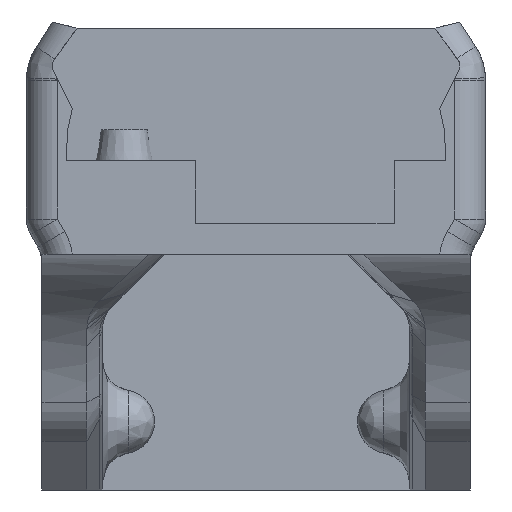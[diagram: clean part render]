
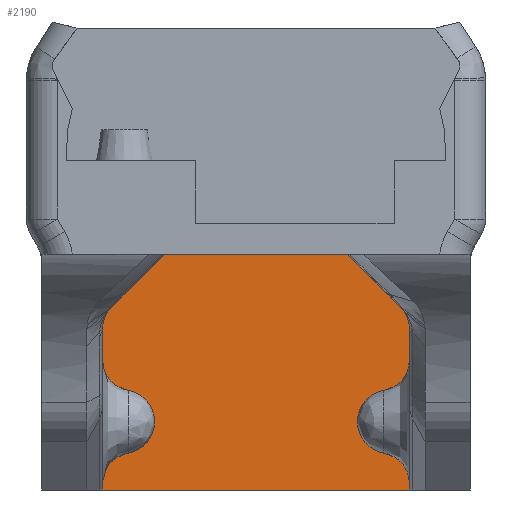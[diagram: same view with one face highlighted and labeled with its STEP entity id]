
A CAD part, left-side view. The second image highlights one B-rep face of the part: STEP entity #2190.
In plain terms, the highlighted planar face has unit normal (-1, 0, 0).
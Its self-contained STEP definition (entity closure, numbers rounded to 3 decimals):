
#95=PLANE('',#2413);
#234=LINE('',#3345,#385);
#314=LINE('',#4443,#465);
#315=LINE('',#4444,#466);
#316=LINE('',#4449,#467);
#317=LINE('',#4451,#468);
#318=LINE('',#4453,#469);
#319=LINE('',#4457,#470);
#320=LINE('',#4464,#471);
#385=VECTOR('',#2660,10.);
#465=VECTOR('',#2958,1000.);
#466=VECTOR('',#2959,1000.);
#467=VECTOR('',#2964,10.);
#468=VECTOR('',#2965,1000.);
#469=VECTOR('',#2966,10.);
#470=VECTOR('',#2969,1000.);
#471=VECTOR('',#2976,1000.);
#634=FACE_OUTER_BOUND('',#775,.T.);
#775=EDGE_LOOP('',(#1952,#1953,#1954,#1955,#1956,#1957,#1958,#1959,#1960,
#1961,#1962,#1963,#1964,#1965,#1966,#1967));
#881=CIRCLE('',#2407,1.);
#884=CIRCLE('',#2411,1.);
#885=CIRCLE('',#2414,1.);
#886=CIRCLE('',#2415,1.);
#887=CIRCLE('',#2416,1.);
#888=CIRCLE('',#2417,1.028);
#889=CIRCLE('',#2418,1.);
#890=CIRCLE('',#2419,1.028);
#971=VERTEX_POINT('',#3342);
#972=VERTEX_POINT('',#3344);
#1071=VERTEX_POINT('',#4248);
#1072=VERTEX_POINT('',#4249);
#1077=VERTEX_POINT('',#4435);
#1078=VERTEX_POINT('',#4436);
#1079=VERTEX_POINT('',#4441);
#1080=VERTEX_POINT('',#4446);
#1081=VERTEX_POINT('',#4448);
#1082=VERTEX_POINT('',#4450);
#1083=VERTEX_POINT('',#4452);
#1084=VERTEX_POINT('',#4454);
#1085=VERTEX_POINT('',#4456);
#1086=VERTEX_POINT('',#4458);
#1087=VERTEX_POINT('',#4460);
#1088=VERTEX_POINT('',#4462);
#1207=EDGE_CURVE('',#971,#972,#234,.T.);
#1376=EDGE_CURVE('',#1071,#1072,#881,.T.);
#1383=EDGE_CURVE('',#1077,#1078,#884,.T.);
#1387=EDGE_CURVE('',#1072,#1079,#314,.T.);
#1388=EDGE_CURVE('',#971,#1077,#315,.T.);
#1389=EDGE_CURVE('',#1079,#1080,#885,.T.);
#1390=EDGE_CURVE('',#1080,#1081,#316,.T.);
#1391=EDGE_CURVE('',#1081,#1082,#317,.T.);
#1392=EDGE_CURVE('',#1082,#1083,#318,.T.);
#1393=EDGE_CURVE('',#1083,#1084,#886,.T.);
#1394=EDGE_CURVE('',#1085,#1084,#319,.T.);
#1395=EDGE_CURVE('',#1085,#1086,#887,.T.);
#1396=EDGE_CURVE('',#1087,#1086,#888,.T.);
#1397=EDGE_CURVE('',#1087,#1088,#889,.T.);
#1398=EDGE_CURVE('',#972,#1088,#320,.T.);
#1399=EDGE_CURVE('',#1078,#1071,#890,.T.);
#1952=ORIENTED_EDGE('',*,*,#1376,.T.);
#1953=ORIENTED_EDGE('',*,*,#1387,.T.);
#1954=ORIENTED_EDGE('',*,*,#1389,.T.);
#1955=ORIENTED_EDGE('',*,*,#1390,.T.);
#1956=ORIENTED_EDGE('',*,*,#1391,.T.);
#1957=ORIENTED_EDGE('',*,*,#1392,.T.);
#1958=ORIENTED_EDGE('',*,*,#1393,.T.);
#1959=ORIENTED_EDGE('',*,*,#1394,.F.);
#1960=ORIENTED_EDGE('',*,*,#1395,.T.);
#1961=ORIENTED_EDGE('',*,*,#1396,.F.);
#1962=ORIENTED_EDGE('',*,*,#1397,.T.);
#1963=ORIENTED_EDGE('',*,*,#1398,.F.);
#1964=ORIENTED_EDGE('',*,*,#1207,.F.);
#1965=ORIENTED_EDGE('',*,*,#1388,.T.);
#1966=ORIENTED_EDGE('',*,*,#1383,.T.);
#1967=ORIENTED_EDGE('',*,*,#1399,.T.);
#2190=ADVANCED_FACE('',(#634),#95,.F.);
#2407=AXIS2_PLACEMENT_3D('',#4250,#2941,#2942);
#2411=AXIS2_PLACEMENT_3D('',#4437,#2951,#2952);
#2413=AXIS2_PLACEMENT_3D('',#4445,#2960,#2961);
#2414=AXIS2_PLACEMENT_3D('',#4447,#2962,#2963);
#2415=AXIS2_PLACEMENT_3D('',#4455,#2967,#2968);
#2416=AXIS2_PLACEMENT_3D('',#4459,#2970,#2971);
#2417=AXIS2_PLACEMENT_3D('',#4461,#2972,#2973);
#2418=AXIS2_PLACEMENT_3D('',#4463,#2974,#2975);
#2419=AXIS2_PLACEMENT_3D('',#4465,#2977,#2978);
#2660=DIRECTION('',(0.,1.,0.));
#2941=DIRECTION('center_axis',(-1.,0.,0.));
#2942=DIRECTION('ref_axis',(0.,1.,0.));
#2951=DIRECTION('center_axis',(-1.,0.,0.));
#2952=DIRECTION('ref_axis',(0.,1.,0.));
#2958=DIRECTION('',(0.,0.,1.));
#2959=DIRECTION('',(0.,0.,1.));
#2960=DIRECTION('center_axis',(1.,0.,0.));
#2961=DIRECTION('ref_axis',(0.,0.,-1.));
#2962=DIRECTION('center_axis',(-1.,0.,0.));
#2963=DIRECTION('ref_axis',(0.,-0.924,0.383));
#2964=DIRECTION('',(0.,0.707,0.707));
#2965=DIRECTION('',(0.,1.,0.));
#2966=DIRECTION('',(0.,0.707,-0.707));
#2967=DIRECTION('center_axis',(-1.,0.,0.));
#2968=DIRECTION('ref_axis',(0.,0.924,0.383));
#2969=DIRECTION('',(0.,0.,1.));
#2970=DIRECTION('center_axis',(-1.,0.,0.));
#2971=DIRECTION('ref_axis',(0.,-1.,0.));
#2972=DIRECTION('center_axis',(-1.,0.,0.));
#2973=DIRECTION('ref_axis',(0.,0.,-1.));
#2974=DIRECTION('center_axis',(-1.,0.,0.));
#2975=DIRECTION('ref_axis',(0.,-1.,0.));
#2976=DIRECTION('',(0.,0.,1.));
#2977=DIRECTION('center_axis',(1.,0.,0.));
#2978=DIRECTION('ref_axis',(0.,0.,-1.));
#3342=CARTESIAN_POINT('',(114.,-4.95,-3.731));
#3344=CARTESIAN_POINT('',(114.,4.95,-3.731));
#3345=CARTESIAN_POINT('',(114.,0.,-3.731));
#4248=CARTESIAN_POINT('',(114.,-4.122,-0.518));
#4249=CARTESIAN_POINT('',(114.,-4.95,0.467));
#4250=CARTESIAN_POINT('Origin',(114.,-3.95,0.467));
#4435=CARTESIAN_POINT('',(114.,-4.95,-3.529));
#4436=CARTESIAN_POINT('',(114.,-4.122,-2.544));
#4437=CARTESIAN_POINT('Origin',(114.,-3.95,-3.529));
#4441=CARTESIAN_POINT('',(114.,-4.95,1.455));
#4443=CARTESIAN_POINT('',(114.,-4.95,0.));
#4444=CARTESIAN_POINT('',(114.,-4.95,0.));
#4445=CARTESIAN_POINT('Origin',(114.,0.,0.));
#4446=CARTESIAN_POINT('',(114.,-4.657,2.162));
#4447=CARTESIAN_POINT('Origin',(114.,-3.95,1.455));
#4448=CARTESIAN_POINT('',(114.,-2.95,3.869));
#4449=CARTESIAN_POINT('',(114.,-3.68,3.139));
#4450=CARTESIAN_POINT('',(114.,2.95,3.869));
#4451=CARTESIAN_POINT('',(114.,0.,3.869));
#4452=CARTESIAN_POINT('',(114.,4.657,2.162));
#4453=CARTESIAN_POINT('',(114.,3.68,3.139));
#4454=CARTESIAN_POINT('',(114.,4.95,1.455));
#4455=CARTESIAN_POINT('Origin',(114.,3.95,1.455));
#4456=CARTESIAN_POINT('',(114.,4.95,0.467));
#4457=CARTESIAN_POINT('',(114.,4.95,0.));
#4458=CARTESIAN_POINT('',(114.,4.122,-0.518));
#4459=CARTESIAN_POINT('Origin',(114.,3.95,0.467));
#4460=CARTESIAN_POINT('',(114.,4.122,-2.544));
#4461=CARTESIAN_POINT('Origin',(114.,4.298,-1.531));
#4462=CARTESIAN_POINT('',(114.,4.95,-3.529));
#4463=CARTESIAN_POINT('Origin',(114.,3.95,-3.529));
#4464=CARTESIAN_POINT('',(114.,4.95,0.));
#4465=CARTESIAN_POINT('Origin',(114.,-4.298,-1.531));
